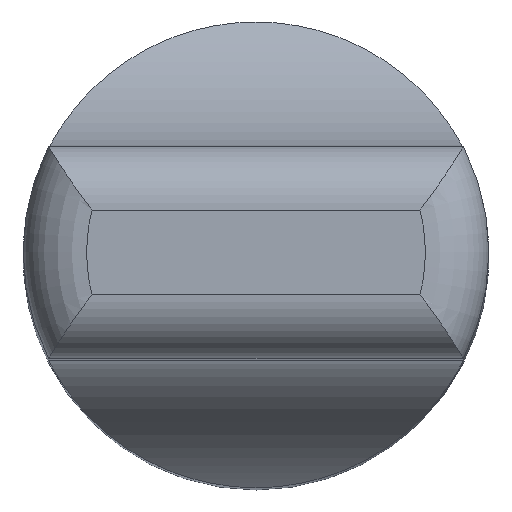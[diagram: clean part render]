
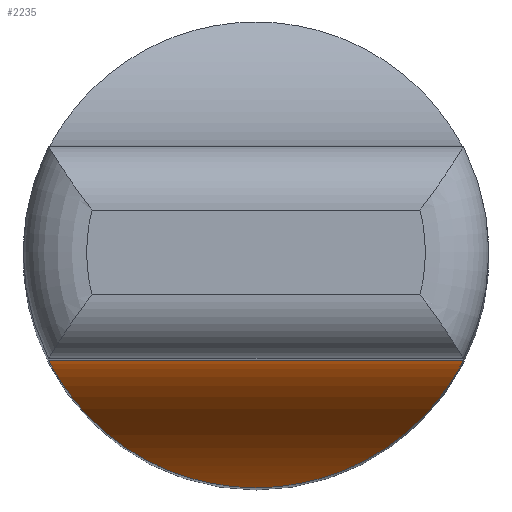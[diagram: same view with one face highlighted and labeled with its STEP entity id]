
A CAD part, top view. The second image highlights one B-rep face of the part: STEP entity #2235.
In plain terms, the highlighted cylindrical face has radius 7.5 mm (diameter 15 mm), a partial arc.
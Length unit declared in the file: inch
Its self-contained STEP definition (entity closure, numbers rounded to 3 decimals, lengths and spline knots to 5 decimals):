
#2180=CARTESIAN_POINT('Axis2P3D Location',(0.09644,-0.3937,0.23622)) ;
#2185=CARTESIAN_POINT('Line Origine',(0.09644,-0.09843,0.23622)) ;
#2189=CARTESIAN_POINT('Vertex',(0.19287,-0.09843,0.23622)) ;
#2191=CARTESIAN_POINT('Vertex',(-0.19287,-0.09843,0.23622)) ;
#2195=CARTESIAN_POINT('Control Point',(-0.19287,-0.09843,0.23622)) ;
#2196=CARTESIAN_POINT('Control Point',(-0.19287,-0.09843,0.21972)) ;
#2197=CARTESIAN_POINT('Control Point',(-0.19229,-0.09958,0.20322)) ;
#2198=CARTESIAN_POINT('Control Point',(-0.19111,-0.10188,0.18685)) ;
#2199=CARTESIAN_POINT('Control Point',(-0.1867,-0.11011,0.14824)) ;
#2200=CARTESIAN_POINT('Control Point',(-0.17771,-0.12436,0.11211)) ;
#2201=CARTESIAN_POINT('Control Point',(-0.17057,-0.1345,0.0923)) ;
#2202=CARTESIAN_POINT('Control Point',(-0.1557,-0.15203,0.06488)) ;
#2203=CARTESIAN_POINT('Control Point',(-0.13448,-0.17014,0.04296)) ;
#2204=CARTESIAN_POINT('Control Point',(-0.12634,-0.17633,0.03609)) ;
#2205=CARTESIAN_POINT('Control Point',(-0.10053,-0.19351,0.01836)) ;
#2206=CARTESIAN_POINT('Control Point',(-0.06907,-0.20712,0.00703)) ;
#2207=CARTESIAN_POINT('Control Point',(-0.04662,-0.2134,0.00235)) ;
#2208=CARTESIAN_POINT('Control Point',(-0.02331,-0.21654,0.)) ;
#2209=CARTESIAN_POINT('Control Point',(0.,-0.21654,0.)) ;
#2210=CARTESIAN_POINT('Vertex',(0.,-0.21654,0.)) ;
#2214=CARTESIAN_POINT('Control Point',(0.19287,-0.09843,0.23622)) ;
#2215=CARTESIAN_POINT('Control Point',(0.19287,-0.09843,0.21972)) ;
#2216=CARTESIAN_POINT('Control Point',(0.19229,-0.09958,0.20322)) ;
#2217=CARTESIAN_POINT('Control Point',(0.19111,-0.10188,0.18685)) ;
#2218=CARTESIAN_POINT('Control Point',(0.1867,-0.11011,0.14824)) ;
#2219=CARTESIAN_POINT('Control Point',(0.17771,-0.12436,0.11211)) ;
#2220=CARTESIAN_POINT('Control Point',(0.17057,-0.1345,0.0923)) ;
#2221=CARTESIAN_POINT('Control Point',(0.1557,-0.15203,0.06488)) ;
#2222=CARTESIAN_POINT('Control Point',(0.13448,-0.17014,0.04296)) ;
#2223=CARTESIAN_POINT('Control Point',(0.12634,-0.17633,0.03609)) ;
#2224=CARTESIAN_POINT('Control Point',(0.10053,-0.19351,0.01836)) ;
#2225=CARTESIAN_POINT('Control Point',(0.06907,-0.20712,0.00703)) ;
#2226=CARTESIAN_POINT('Control Point',(0.04662,-0.2134,0.00235)) ;
#2227=CARTESIAN_POINT('Control Point',(0.02331,-0.21654,0.)) ;
#2228=CARTESIAN_POINT('Control Point',(0.,-0.21654,0.)) ;
#2181=DIRECTION('Axis2P3D Direction',(-1.,0.,0.)) ;
#2182=DIRECTION('Axis2P3D XDirection',(-0.,1.,0.)) ;
#2186=DIRECTION('Vector Direction',(-1.,0.,0.)) ;
#2183=AXIS2_PLACEMENT_3D('Cylinder Axis2P3D',#2180,#2181,#2182) ;
#2231=ORIENTED_EDGE('',*,*,#2193,.T.) ;
#2232=ORIENTED_EDGE('',*,*,#2212,.T.) ;
#2233=ORIENTED_EDGE('',*,*,#2229,.F.) ;
#2187=VECTOR('Line Direction',#2186,0.03937) ;
#2235=ADVANCED_FACE('PartBody',(#2234),#2184,.F.) ;
#2194=B_SPLINE_CURVE_WITH_KNOTS('',5,(#2195,#2196,#2197,#2198,#2199,#2200,#2201,#2202,#2203,#2204,#2205,#2206,#2207,#2208,#2209),.UNSPECIFIED.,.F.,.U.,(6,3,3,3,6),(0.,2.96345,7.11056,9.31385,13.50023),.UNSPECIFIED.) ;
#2213=B_SPLINE_CURVE_WITH_KNOTS('',5,(#2214,#2215,#2216,#2217,#2218,#2219,#2220,#2221,#2222,#2223,#2224,#2225,#2226,#2227,#2228),.UNSPECIFIED.,.F.,.U.,(6,3,3,3,6),(0.,2.96345,7.11056,9.31385,13.50023),.UNSPECIFIED.) ;
#2184=CYLINDRICAL_SURFACE('generated cylinder',#2183,0.29528) ;
#2193=EDGE_CURVE('',#2190,#2192,#2188,.T.) ;
#2212=EDGE_CURVE('',#2192,#2211,#2194,.T.) ;
#2229=EDGE_CURVE('',#2190,#2211,#2213,.T.) ;
#2230=EDGE_LOOP('',(#2231,#2232,#2233)) ;
#2234=FACE_OUTER_BOUND('',#2230,.T.) ;
#2188=LINE('Line',#2185,#2187) ;
#2190=VERTEX_POINT('',#2189) ;
#2192=VERTEX_POINT('',#2191) ;
#2211=VERTEX_POINT('',#2210) ;
